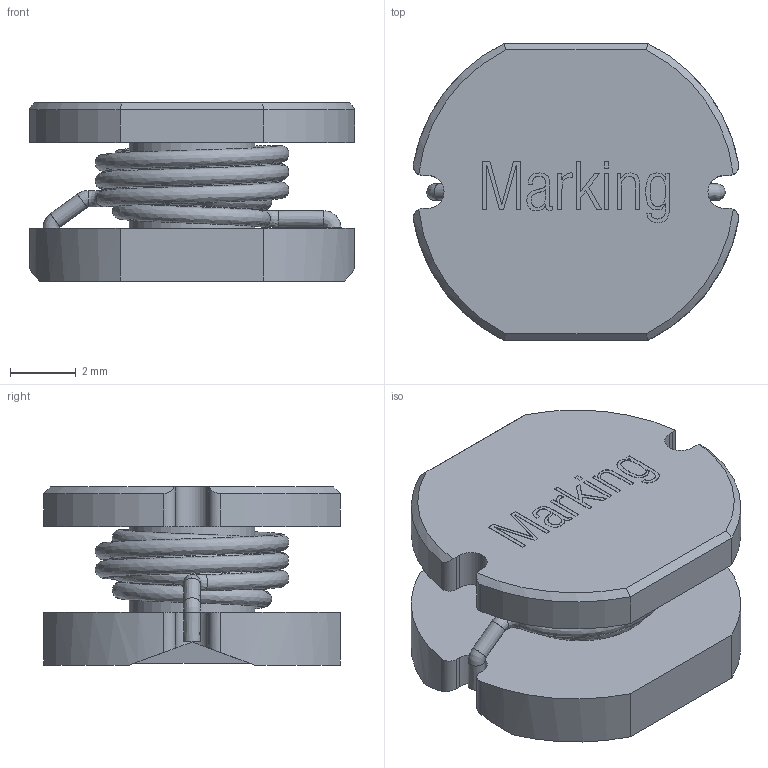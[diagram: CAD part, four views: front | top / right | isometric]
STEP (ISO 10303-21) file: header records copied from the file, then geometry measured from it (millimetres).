
FILE_DESCRIPTION( ( 'Unknown' ), '1' );
FILE_NAME( 'IndPD2A_1054.stp', 'Unknown', ( 'Unknown' ), ( 'Unknown' ), 'PSStep 13.0', 'Unknown', ' ' );
FILE_SCHEMA( ( 'AUTOMOTIVE_DESIGN { 1 0 10303 214 1 1 1 1 }' ) );
Length unit declared in the file: millimetre
Products named in the file (2): 1; 2
Bounding box: 9.86 x 9 x 5.4 mm (x, y, z)
Volume: 246.6 mm3; surface area: 555.6 mm2
Topology: 2 solids, 2 shells, 144 faces, 373 edges, 245 vertices
Faces by surface type: plane 95, cylinder 21, bspline 12, extrusion 12, cone 4
Full cylindrical faces by diameter (mm): 3.8 x1
Entity records: 8134 total; most frequent: CARTESIAN_POINT 3813, ORIENTED_EDGE 712, DIRECTION 504, EDGE_CURVE 356, VERTEX_POINT 242, AXIS2_PLACEMENT_3D 176, B_SPLINE_CURVE_WITH_KNOTS 174, EDGE_LOOP 172
